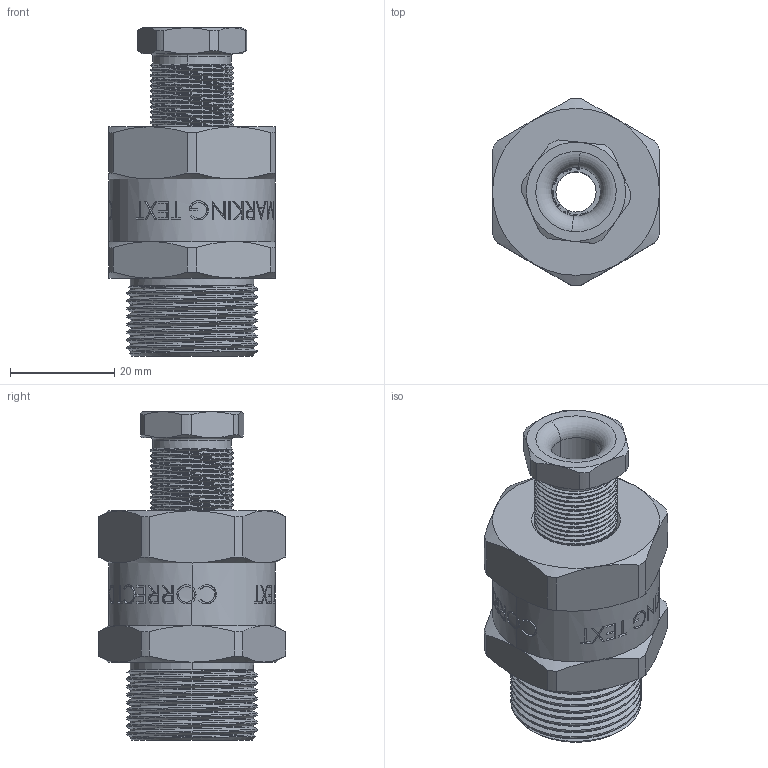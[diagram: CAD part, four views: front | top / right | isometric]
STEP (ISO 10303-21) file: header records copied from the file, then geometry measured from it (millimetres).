
FILE_DESCRIPTION (( 'STEP AP203' ), '1' );
FILE_NAME ('M25-B2-15mm D620.step', '2025-04-03T12:23:23', ( '' ), ( '' ), 'SwSTEP 2.0', 'SolidWorks 2022', '' );
FILE_SCHEMA (( 'CONFIG_CONTROL_DESIGN' ));
Length unit declared in the file: millimetre
Products named in the file (6): M25-B2-15mm D620; 750A109732; 750A106978; 750A109757; O-Ring for M25_Juks 2; 750A109783
Assembly tree (5 placements, depth 2):
  M25-B2-15mm D620
    750A109783
    750A109732
    750A106978
    750A109757
    O-Ring for M25_Juks 2
Bounding box: 32 x 35.95 x 63 mm (x, y, z)
Volume: 31278.7 mm3; surface area: 14506.1 mm2
Topology: 5 solids, 5 shells, 963 faces, 2594 edges, 1708 vertices
Faces by surface type: plane 360, bspline 276, cylinder 266, cone 53, torus 8
Entity records: 58994 total; most frequent: CARTESIAN_POINT 37419, ORIENTED_EDGE 5188, DIRECTION 3149, EDGE_CURVE 2594, VERTEX_POINT 1708, LINE 1063, VECTOR 1063, AXIS2_PLACEMENT_3D 1043
